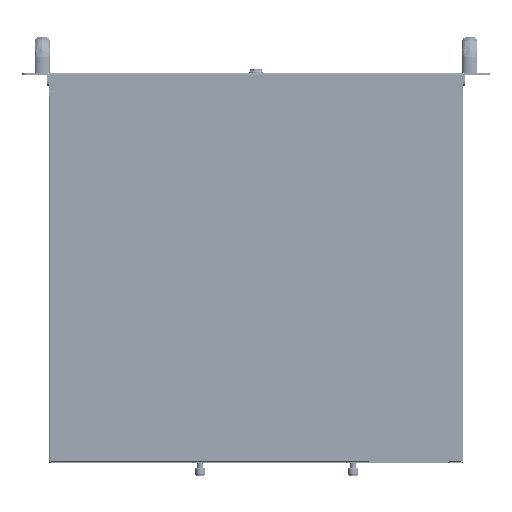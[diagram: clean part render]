
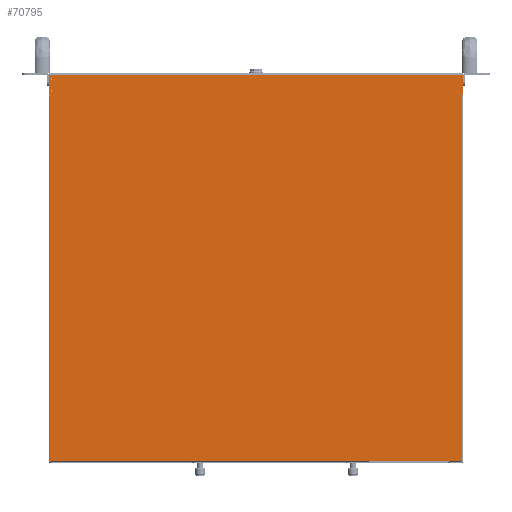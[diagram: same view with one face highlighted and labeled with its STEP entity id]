
A CAD part, front view. The second image highlights one B-rep face of the part: STEP entity #70795.
In plain terms, the highlighted planar face has unit normal (0, -1, 0).
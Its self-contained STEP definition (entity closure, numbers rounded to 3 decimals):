
#946=PLANE('',#76050);
#4356=LINE('',#111591,#10473);
#4413=LINE('',#111732,#10530);
#4417=LINE('',#111748,#10534);
#4475=LINE('',#114929,#10592);
#4476=LINE('',#114933,#10593);
#4477=LINE('',#114935,#10594);
#4478=LINE('',#114937,#10595);
#4479=LINE('',#114941,#10596);
#4480=LINE('',#114943,#10597);
#4481=LINE('',#114945,#10598);
#4482=LINE('',#114947,#10599);
#4483=LINE('',#114949,#10600);
#4484=LINE('',#114951,#10601);
#4485=LINE('',#114953,#10602);
#4486=LINE('',#114955,#10603);
#4487=LINE('',#114957,#10604);
#4488=LINE('',#114958,#10605);
#10473=VECTOR('',#86991,1000.);
#10530=VECTOR('',#87076,1000.);
#10534=VECTOR('',#87080,1000.);
#10592=VECTOR('',#87212,1000.);
#10593=VECTOR('',#87215,1000.);
#10594=VECTOR('',#87216,1000.);
#10595=VECTOR('',#87217,1000.);
#10596=VECTOR('',#87220,1000.);
#10597=VECTOR('',#87221,1000.);
#10598=VECTOR('',#87222,1000.);
#10599=VECTOR('',#87223,10.);
#10600=VECTOR('',#87224,1000.);
#10601=VECTOR('',#87225,1000.);
#10602=VECTOR('',#87226,1000.);
#10603=VECTOR('',#87227,10.);
#10604=VECTOR('',#87228,1000.);
#10605=VECTOR('',#87229,1000.);
#16922=FACE_BOUND('',#25466,.T.);
#16923=FACE_BOUND('',#25467,.T.);
#20833=FACE_OUTER_BOUND('',#25465,.T.);
#25465=EDGE_LOOP('',(#54481,#54482,#54483,#54484,#54485,#54486,#54487,#54488,
#54489,#54490,#54491,#54492,#54493,#54494,#54495,#54496,#54497));
#25466=EDGE_LOOP('',(#54498,#54499));
#25467=EDGE_LOOP('',(#54500,#54501));
#30663=CIRCLE('',#76051,2.);
#30664=CIRCLE('',#76052,2.);
#30665=CIRCLE('',#76053,2.75);
#30666=CIRCLE('',#76054,2.75);
#34631=VERTEX_POINT('',#111588);
#34632=VERTEX_POINT('',#111590);
#34698=VERTEX_POINT('',#111727);
#34699=VERTEX_POINT('',#111731);
#34704=VERTEX_POINT('',#111743);
#34705=VERTEX_POINT('',#111747);
#34779=VERTEX_POINT('',#114928);
#34780=VERTEX_POINT('',#114930);
#34781=VERTEX_POINT('',#114932);
#34782=VERTEX_POINT('',#114934);
#34783=VERTEX_POINT('',#114936);
#34784=VERTEX_POINT('',#114938);
#34785=VERTEX_POINT('',#114940);
#34786=VERTEX_POINT('',#114942);
#34787=VERTEX_POINT('',#114944);
#34788=VERTEX_POINT('',#114946);
#34789=VERTEX_POINT('',#114948);
#34790=VERTEX_POINT('',#114950);
#34791=VERTEX_POINT('',#114952);
#34792=VERTEX_POINT('',#114954);
#34793=VERTEX_POINT('',#114956);
#42143=EDGE_CURVE('',#34632,#34631,#4356,.T.);
#42213=EDGE_CURVE('',#34699,#34698,#4413,.T.);
#42219=EDGE_CURVE('',#34705,#34704,#4417,.T.);
#42329=EDGE_CURVE('',#34779,#34632,#4475,.T.);
#42330=EDGE_CURVE('',#34780,#34631,#30663,.T.);
#42331=EDGE_CURVE('',#34780,#34781,#4476,.T.);
#42332=EDGE_CURVE('',#34782,#34781,#4477,.T.);
#42333=EDGE_CURVE('',#34782,#34783,#4478,.T.);
#42334=EDGE_CURVE('',#34784,#34783,#30664,.T.);
#42335=EDGE_CURVE('',#34784,#34785,#4479,.T.);
#42336=EDGE_CURVE('',#34786,#34785,#4480,.T.);
#42337=EDGE_CURVE('',#34787,#34786,#4481,.T.);
#42338=EDGE_CURVE('',#34788,#34787,#4482,.T.);
#42339=EDGE_CURVE('',#34789,#34788,#4483,.T.);
#42340=EDGE_CURVE('',#34790,#34789,#4484,.T.);
#42341=EDGE_CURVE('',#34791,#34790,#4485,.T.);
#42342=EDGE_CURVE('',#34792,#34791,#4486,.T.);
#42343=EDGE_CURVE('',#34793,#34792,#4487,.T.);
#42344=EDGE_CURVE('',#34779,#34793,#4488,.T.);
#42345=EDGE_CURVE('',#34705,#34704,#30665,.T.);
#42346=EDGE_CURVE('',#34699,#34698,#30666,.T.);
#54481=ORIENTED_EDGE('',*,*,#42329,.T.);
#54482=ORIENTED_EDGE('',*,*,#42143,.T.);
#54483=ORIENTED_EDGE('',*,*,#42330,.F.);
#54484=ORIENTED_EDGE('',*,*,#42331,.T.);
#54485=ORIENTED_EDGE('',*,*,#42332,.F.);
#54486=ORIENTED_EDGE('',*,*,#42333,.T.);
#54487=ORIENTED_EDGE('',*,*,#42334,.F.);
#54488=ORIENTED_EDGE('',*,*,#42335,.T.);
#54489=ORIENTED_EDGE('',*,*,#42336,.F.);
#54490=ORIENTED_EDGE('',*,*,#42337,.F.);
#54491=ORIENTED_EDGE('',*,*,#42338,.F.);
#54492=ORIENTED_EDGE('',*,*,#42339,.F.);
#54493=ORIENTED_EDGE('',*,*,#42340,.F.);
#54494=ORIENTED_EDGE('',*,*,#42341,.F.);
#54495=ORIENTED_EDGE('',*,*,#42342,.F.);
#54496=ORIENTED_EDGE('',*,*,#42343,.F.);
#54497=ORIENTED_EDGE('',*,*,#42344,.F.);
#54498=ORIENTED_EDGE('',*,*,#42345,.F.);
#54499=ORIENTED_EDGE('',*,*,#42219,.T.);
#54500=ORIENTED_EDGE('',*,*,#42346,.F.);
#54501=ORIENTED_EDGE('',*,*,#42213,.T.);
#70795=ADVANCED_FACE('',(#20833,#16922,#16923),#946,.F.);
#76050=AXIS2_PLACEMENT_3D('',#114927,#87210,#87211);
#76051=AXIS2_PLACEMENT_3D('',#114931,#87213,#87214);
#76052=AXIS2_PLACEMENT_3D('',#114939,#87218,#87219);
#76053=AXIS2_PLACEMENT_3D('',#114959,#87230,#87231);
#76054=AXIS2_PLACEMENT_3D('',#114960,#87232,#87233);
#86991=DIRECTION('',(0.,0.,1.));
#87076=DIRECTION('',(0.,0.,-1.));
#87080=DIRECTION('',(0.,0.,-1.));
#87210=DIRECTION('center_axis',(0.,1.,0.));
#87211=DIRECTION('ref_axis',(0.,0.,1.));
#87212=DIRECTION('',(-1.,0.,0.));
#87213=DIRECTION('center_axis',(0.,1.,0.));
#87214=DIRECTION('ref_axis',(0.,0.,1.));
#87215=DIRECTION('',(0.,0.,1.));
#87216=DIRECTION('',(1.,0.,0.));
#87217=DIRECTION('',(0.,0.,-1.));
#87218=DIRECTION('center_axis',(0.,1.,0.));
#87219=DIRECTION('ref_axis',(0.,0.,1.));
#87220=DIRECTION('',(-1.,0.,0.));
#87221=DIRECTION('',(0.,0.,1.));
#87222=DIRECTION('',(-1.,0.,0.));
#87223=DIRECTION('',(0.,0.,-1.));
#87224=DIRECTION('',(-1.,0.,0.));
#87225=DIRECTION('',(-1.,0.,0.));
#87226=DIRECTION('',(-1.,0.,0.));
#87227=DIRECTION('',(0.,0.,1.));
#87228=DIRECTION('',(-1.,0.,0.));
#87229=DIRECTION('',(0.,0.,-1.));
#87230=DIRECTION('center_axis',(0.,-1.,0.));
#87231=DIRECTION('ref_axis',(0.,0.,-1.));
#87232=DIRECTION('center_axis',(0.,-1.,0.));
#87233=DIRECTION('ref_axis',(0.,0.,-1.));
#111588=CARTESIAN_POINT('',(211.494,0.,376.822));
#111590=CARTESIAN_POINT('',(211.494,0.,376.8));
#111591=CARTESIAN_POINT('',(211.494,0.,397.731));
#111727=CARTESIAN_POINT('',(-210.014,0.,380.338));
#111731=CARTESIAN_POINT('',(-210.014,0.,384.862));
#111732=CARTESIAN_POINT('',(-210.014,0.,3.705));
#111743=CARTESIAN_POINT('',(-210.014,0.,392.338));
#111747=CARTESIAN_POINT('',(-210.014,0.,396.862));
#111748=CARTESIAN_POINT('',(-210.014,0.,3.705));
#114927=CARTESIAN_POINT('Origin',(0.,0.,0.));
#114928=CARTESIAN_POINT('',(212.,0.,376.8));
#114929=CARTESIAN_POINT('',(-213.2,0.,376.8));
#114930=CARTESIAN_POINT('',(213.2,0.,378.8));
#114931=CARTESIAN_POINT('Origin',(211.2,0.,378.8));
#114932=CARTESIAN_POINT('',(213.2,0.,398.8));
#114933=CARTESIAN_POINT('',(213.2,0.,398.8));
#114934=CARTESIAN_POINT('',(-213.2,0.,398.8));
#114935=CARTESIAN_POINT('',(213.2,0.,398.8));
#114936=CARTESIAN_POINT('',(-213.2,0.,378.8));
#114937=CARTESIAN_POINT('',(-213.2,0.,376.8));
#114938=CARTESIAN_POINT('',(-211.2,0.,376.8));
#114939=CARTESIAN_POINT('Origin',(-211.2,0.,378.8));
#114940=CARTESIAN_POINT('',(-212.,0.,376.8));
#114941=CARTESIAN_POINT('',(-213.2,0.,376.8));
#114942=CARTESIAN_POINT('',(-212.,0.,0.));
#114943=CARTESIAN_POINT('',(-212.,0.,400.));
#114944=CARTESIAN_POINT('',(-210.7,0.,0.));
#114945=CARTESIAN_POINT('',(-212.,0.,0.));
#114946=CARTESIAN_POINT('',(-210.7,0.,1.2));
#114947=CARTESIAN_POINT('',(-210.7,0.,1.2));
#114948=CARTESIAN_POINT('',(116.2,0.,1.2));
#114949=CARTESIAN_POINT('',(210.7,0.,1.2));
#114950=CARTESIAN_POINT('',(199.2,0.,1.2));
#114951=CARTESIAN_POINT('',(112.2,0.,1.2));
#114952=CARTESIAN_POINT('',(210.7,0.,1.2));
#114953=CARTESIAN_POINT('',(210.7,0.,1.2));
#114954=CARTESIAN_POINT('',(210.7,0.,0.));
#114955=CARTESIAN_POINT('',(210.7,0.,0.));
#114956=CARTESIAN_POINT('',(212.,0.,0.));
#114957=CARTESIAN_POINT('',(-212.,0.,0.));
#114958=CARTESIAN_POINT('',(212.,0.,400.));
#114959=CARTESIAN_POINT('Origin',(-208.45,0.,394.6));
#114960=CARTESIAN_POINT('Origin',(-208.45,0.,382.6));
